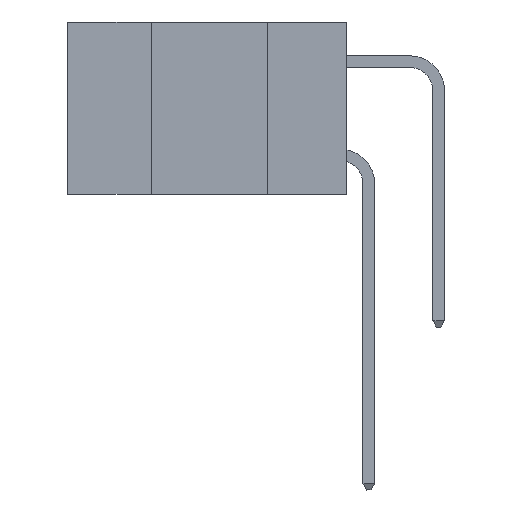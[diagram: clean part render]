
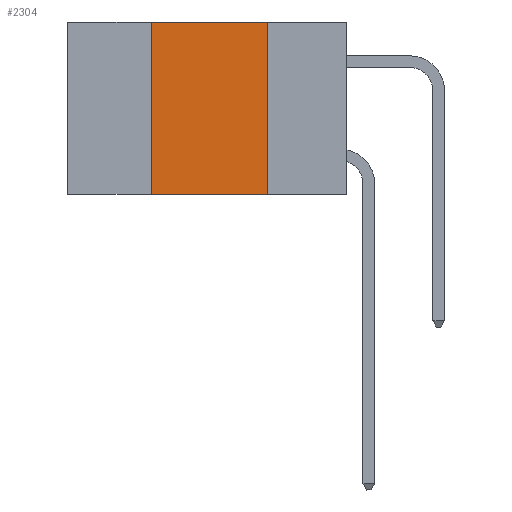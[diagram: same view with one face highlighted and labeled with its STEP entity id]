
A CAD part, left-side view. The second image highlights one B-rep face of the part: STEP entity #2304.
In plain terms, the highlighted planar face has unit normal (-1, 0, 0).
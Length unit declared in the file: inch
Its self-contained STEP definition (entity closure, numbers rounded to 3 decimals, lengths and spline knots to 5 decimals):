
#1006 = LINE ( 'NONE', #7033, #14730 ) ;
#1487 = CARTESIAN_POINT ( 'NONE',  ( 0., 0.42, -0.37 ) ) ;
#1627 = DIRECTION ( 'NONE',  ( 0., 0., -1. ) ) ;
#1742 = VECTOR ( 'NONE', #16414, 39.37008 ) ;
#1956 = CARTESIAN_POINT ( 'NONE',  ( 0., 0.42, 0. ) ) ;
#2304 = ADVANCED_FACE ( 'NONE', ( #11530 ), #4880, .F. ) ;
#2857 = EDGE_LOOP ( 'NONE', ( #3087, #11110, #9475, #13863 ) ) ;
#2977 = LINE ( 'NONE', #1956, #3837 ) ;
#3087 = ORIENTED_EDGE ( 'NONE', *, *, #8293, .F. ) ;
#3498 = CARTESIAN_POINT ( 'NONE',  ( 0., 0.6, -0.37 ) ) ;
#3614 = CARTESIAN_POINT ( 'NONE',  ( 0., 0.17, -0.37 ) ) ;
#3615 = EDGE_CURVE ( 'NONE', #12789, #14441, #13759, .T. ) ;
#3837 = VECTOR ( 'NONE', #8602, 39.37008 ) ;
#4097 = CARTESIAN_POINT ( 'NONE',  ( 0., 0.42, 0. ) ) ;
#4184 = VECTOR ( 'NONE', #16824, 39.37008 ) ;
#4880 = PLANE ( 'NONE',  #6229 ) ;
#5508 = CARTESIAN_POINT ( 'NONE',  ( 0., 0.6, 0. ) ) ;
#6157 = CARTESIAN_POINT ( 'NONE',  ( 0., 0.6, 0. ) ) ;
#6229 = AXIS2_PLACEMENT_3D ( 'NONE', #6157, #8915, #15285 ) ;
#6986 = EDGE_CURVE ( 'NONE', #10006, #14279, #7739, .T. ) ;
#7033 = CARTESIAN_POINT ( 'NONE',  ( 0., 0.17, 0. ) ) ;
#7739 = LINE ( 'NONE', #3498, #4184 ) ;
#8293 = EDGE_CURVE ( 'NONE', #14441, #14279, #1006, .T. ) ;
#8602 = DIRECTION ( 'NONE',  ( 0., 0., 1. ) ) ;
#8915 = DIRECTION ( 'NONE',  ( 1., 0., 0. ) ) ;
#9475 = ORIENTED_EDGE ( 'NONE', *, *, #10973, .F. ) ;
#10006 = VERTEX_POINT ( 'NONE', #1487 ) ;
#10973 = EDGE_CURVE ( 'NONE', #10006, #12789, #2977, .T. ) ;
#11110 = ORIENTED_EDGE ( 'NONE', *, *, #3615, .F. ) ;
#11530 = FACE_OUTER_BOUND ( 'NONE', #2857, .T. ) ;
#12789 = VERTEX_POINT ( 'NONE', #4097 ) ;
#13759 = LINE ( 'NONE', #5508, #1742 ) ;
#13863 = ORIENTED_EDGE ( 'NONE', *, *, #6986, .T. ) ;
#14279 = VERTEX_POINT ( 'NONE', #3614 ) ;
#14441 = VERTEX_POINT ( 'NONE', #15743 ) ;
#14730 = VECTOR ( 'NONE', #1627, 39.37008 ) ;
#15285 = DIRECTION ( 'NONE',  ( 0., 0., -1. ) ) ;
#15743 = CARTESIAN_POINT ( 'NONE',  ( 0., 0.17, 0. ) ) ;
#16414 = DIRECTION ( 'NONE',  ( 0., -1., 0. ) ) ;
#16824 = DIRECTION ( 'NONE',  ( 0., -1., 0. ) ) ;
